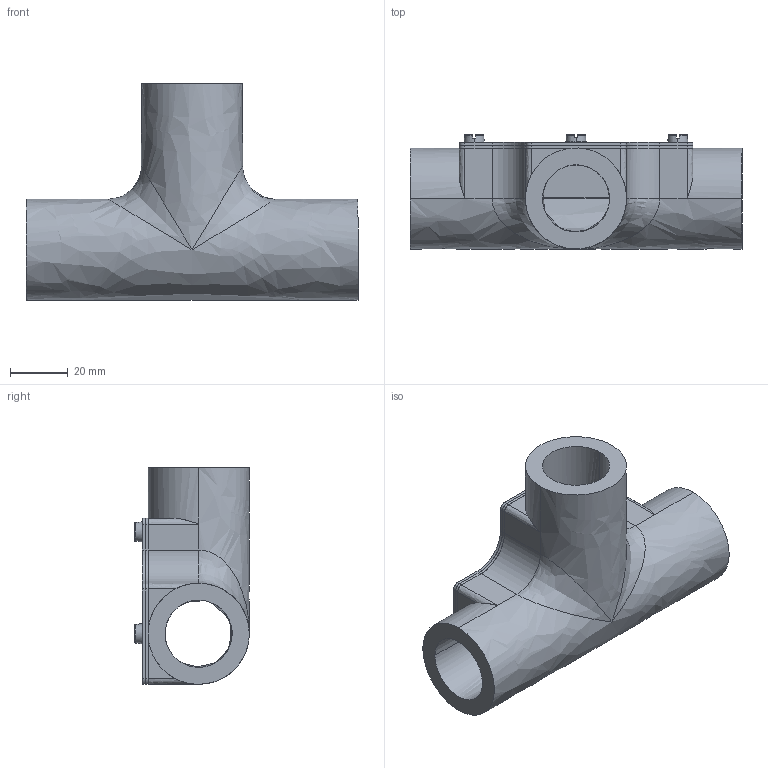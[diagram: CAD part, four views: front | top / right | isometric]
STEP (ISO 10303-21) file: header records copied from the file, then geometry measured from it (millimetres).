
FILE_DESCRIPTION(/* description */ (''),/* implementation_level */ '2;1');
FILE_NAME(/* name */ '2047606',/* time_stamp */ '2015-05-04T13:35:12+02:00',/* author */ (''),/* organization */ (''),/* preprocessor_version */ 'ST-DEVELOPER v15',/* originating_system */ '',/* authorisation */ '');
FILE_SCHEMA (('CONFIG_CONTROL_DESIGN'));
Length unit declared in the file: millimetre
Products named in the file (2): Document; Block 01
Assembly tree (1 placements, depth 2):
  Document
    Block 01
Bounding box: 115 x 39.6 x 75 mm (x, y, z)
Volume: 7825.6 mm3; surface area: 44822 mm2
Topology: 5 solids, 6 shells, 152 faces, 393 edges, 244 vertices
Faces by surface type: bspline 86, plane 66
Entity records: 7594 total; most frequent: CARTESIAN_POINT 5125, ORIENTED_EDGE 766, EDGE_CURVE 389, VERTEX_POINT 244, B_SPLINE_CURVE_WITH_KNOTS 203, EDGE_LOOP 159, ADVANCED_FACE 152, FACE_OUTER_BOUND 152
